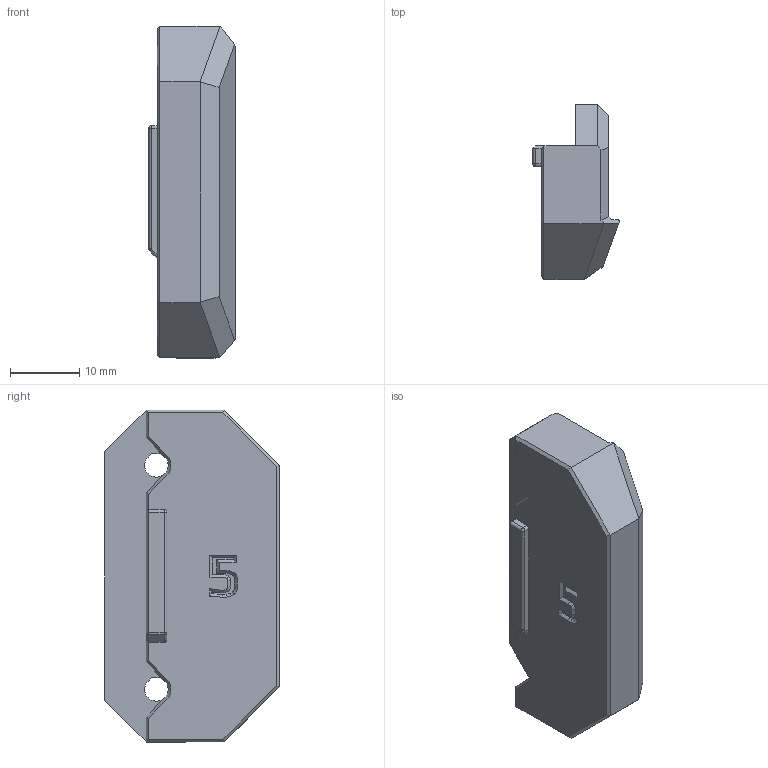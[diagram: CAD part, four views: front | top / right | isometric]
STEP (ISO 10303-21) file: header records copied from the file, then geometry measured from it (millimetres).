
FILE_DESCRIPTION(/* description */ ('STEP AP242','CAx-IF Rec.Pracs.---Representation and Presentation of Product Manufacturing Information (PMI)---4.0---2014-10-13','CAx-IF Rec.Pracs.---3D Tessellated Geometry---0.4---2014-09-14','2;1'),/* implementation_level */ '2;1');
FILE_NAME(/* name */ '68d0109b096e3cefbbde6473',/* time_stamp */ '2025-09-21T14:50:03Z',/* author */ (''),/* organization */ (''),/* preprocessor_version */ 'ST-DEVELOPER v20',/* originating_system */ 'ONSHAPE BY PTC INC, 1.204',/* authorisation */ ' ');
FILE_SCHEMA (('AP242_MANAGED_MODEL_BASED_3D_ENGINEERING_MIM_LF { 1 0 10303 442 1 1 4 }'));
Length unit declared in the file: metre
Products named in the file (1): Latch_5mm v3
Bounding box: 12.47 x 25.28 x 48 mm (x, y, z)
Volume: 8505.7 mm3; surface area: 3786.6 mm2
Topology: 1 solids, 1 shells, 146 faces, 369 edges, 228 vertices
Faces by surface type: plane 102, cylinder 22, bspline 14, cone 6, sphere 2
Entity records: 4788 total; most frequent: CARTESIAN_POINT 1354, ORIENTED_EDGE 738, DIRECTION 642, EDGE_CURVE 369, LINE 286, VECTOR 286, VERTEX_POINT 228, AXIS2_PLACEMENT_3D 178
